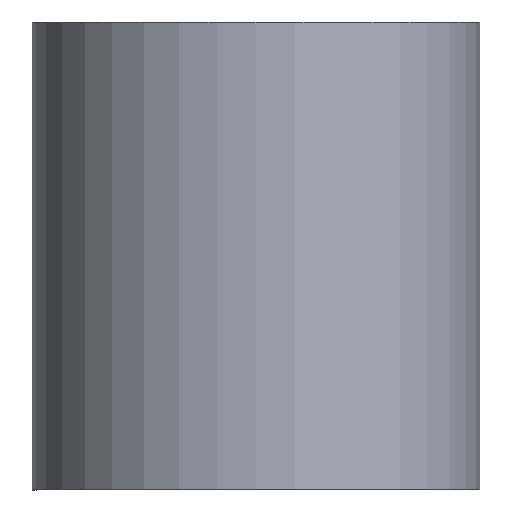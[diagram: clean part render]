
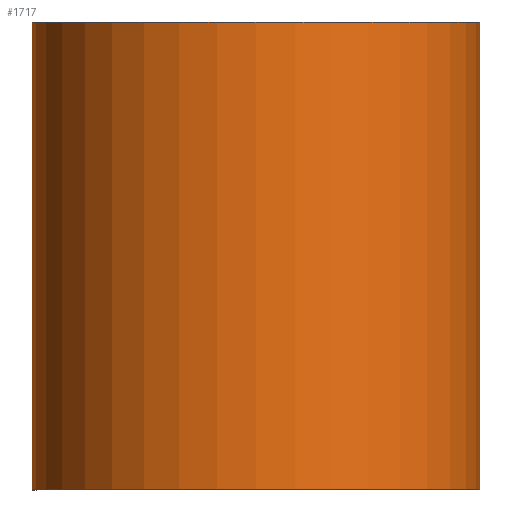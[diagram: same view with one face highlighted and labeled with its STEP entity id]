
A CAD part, top view. The second image highlights one B-rep face of the part: STEP entity #1717.
In plain terms, the highlighted cylindrical face has radius 31.124 mm (diameter 62.248 mm), a partial arc.
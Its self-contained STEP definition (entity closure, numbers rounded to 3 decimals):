
#33 = CARTESIAN_POINT ( 'NONE',  ( 30.849, 65., 0. ) ) ;
#51 = FACE_OUTER_BOUND ( 'NONE', #88, .T. ) ;
#62 = CARTESIAN_POINT ( 'NONE',  ( -0.275, 65., 0. ) ) ;
#88 = EDGE_LOOP ( 'NONE', ( #1671, #243, #604, #202 ) ) ;
#149 = CARTESIAN_POINT ( 'NONE',  ( -31.399, 65., 0. ) ) ;
#150 = EDGE_CURVE ( 'NONE', #1128, #267, #1024, .T. ) ;
#156 = DIRECTION ( 'NONE',  ( 1., 0., 0. ) ) ;
#168 = DIRECTION ( 'NONE',  ( 0., -1., 0. ) ) ;
#202 = ORIENTED_EDGE ( 'NONE', *, *, #246, .T. ) ;
#243 = ORIENTED_EDGE ( 'NONE', *, *, #503, .F. ) ;
#246 = EDGE_CURVE ( 'NONE', #267, #1845, #706, .T. ) ;
#267 = VERTEX_POINT ( 'NONE', #149 ) ;
#335 = CYLINDRICAL_SURFACE ( 'NONE', #1576, 31.124 ) ;
#358 = CARTESIAN_POINT ( 'NONE',  ( 30.849, 0., 0. ) ) ;
#458 = VECTOR ( 'NONE', #803, 1000. ) ;
#503 = EDGE_CURVE ( 'NONE', #1128, #1394, #1534, .T. ) ;
#604 = ORIENTED_EDGE ( 'NONE', *, *, #150, .T. ) ;
#627 = CIRCLE ( 'NONE', #711, 31.124 ) ;
#706 = LINE ( 'NONE', #1278, #930 ) ;
#711 = AXIS2_PLACEMENT_3D ( 'NONE', #913, #1325, #904 ) ;
#803 = DIRECTION ( 'NONE',  ( 0., -1., 0. ) ) ;
#822 = EDGE_CURVE ( 'NONE', #1394, #1845, #627, .T. ) ;
#877 = CARTESIAN_POINT ( 'NONE',  ( -0.275, 65., 0. ) ) ;
#904 = DIRECTION ( 'NONE',  ( 1., 0., 0. ) ) ;
#913 = CARTESIAN_POINT ( 'NONE',  ( -0.275, 0., 0. ) ) ;
#930 = VECTOR ( 'NONE', #168, 1000. ) ;
#1024 = CIRCLE ( 'NONE', #1280, 31.124 ) ;
#1088 = DIRECTION ( 'NONE',  ( 0., -1., 0. ) ) ;
#1111 = CARTESIAN_POINT ( 'NONE',  ( 30.849, 65., 0. ) ) ;
#1128 = VERTEX_POINT ( 'NONE', #33 ) ;
#1158 = DIRECTION ( 'NONE',  ( 0., -1., 0. ) ) ;
#1278 = CARTESIAN_POINT ( 'NONE',  ( -31.399, 65., 0. ) ) ;
#1280 = AXIS2_PLACEMENT_3D ( 'NONE', #877, #1158, #156 ) ;
#1325 = DIRECTION ( 'NONE',  ( 0., -1., 0. ) ) ;
#1394 = VERTEX_POINT ( 'NONE', #358 ) ;
#1534 = LINE ( 'NONE', #1111, #458 ) ;
#1576 = AXIS2_PLACEMENT_3D ( 'NONE', #62, #1088, #1606 ) ;
#1606 = DIRECTION ( 'NONE',  ( 0., 0., -1. ) ) ;
#1671 = ORIENTED_EDGE ( 'NONE', *, *, #822, .F. ) ;
#1696 = CARTESIAN_POINT ( 'NONE',  ( -31.399, 0., 0. ) ) ;
#1717 = ADVANCED_FACE ( 'NONE', ( #51 ), #335, .T. ) ;
#1845 = VERTEX_POINT ( 'NONE', #1696 ) ;
